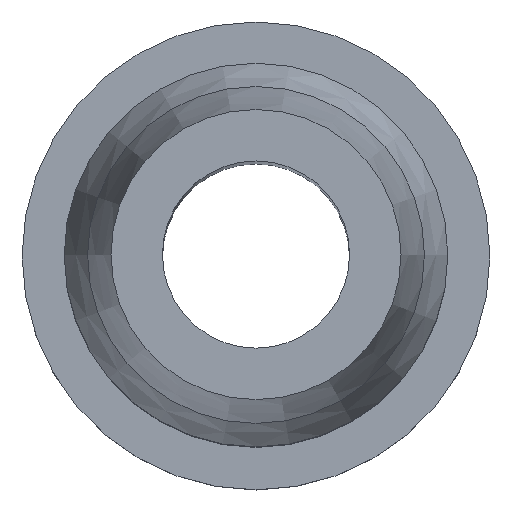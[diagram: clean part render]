
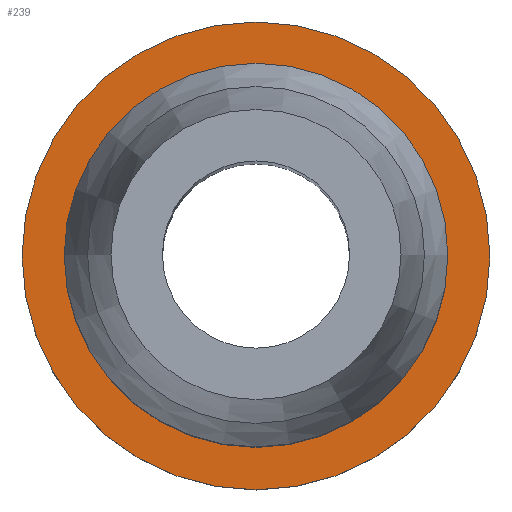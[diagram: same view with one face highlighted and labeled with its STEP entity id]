
A CAD part, top view. The second image highlights one B-rep face of the part: STEP entity #239.
In plain terms, the highlighted planar face has unit normal (0, 0, 1).
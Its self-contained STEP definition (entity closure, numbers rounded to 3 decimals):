
#27=PLANE('',#277);
#43=FACE_BOUND('',#100,.T.);
#64=FACE_OUTER_BOUND('',#99,.T.);
#99=EDGE_LOOP('',(#204));
#100=EDGE_LOOP('',(#205));
#127=CIRCLE('',#276,3.6);
#128=CIRCLE('',#278,5.);
#148=VERTEX_POINT('',#419);
#149=VERTEX_POINT('',#422);
#169=EDGE_CURVE('',#148,#148,#127,.T.);
#170=EDGE_CURVE('',#149,#149,#128,.T.);
#204=ORIENTED_EDGE('',*,*,#170,.F.);
#205=ORIENTED_EDGE('',*,*,#169,.T.);
#239=ADVANCED_FACE('',(#64,#43),#27,.T.);
#276=AXIS2_PLACEMENT_3D('',#420,#348,#349);
#277=AXIS2_PLACEMENT_3D('',#421,#350,#351);
#278=AXIS2_PLACEMENT_3D('',#423,#352,#353);
#348=DIRECTION('center_axis',(0.,0.,-1.));
#349=DIRECTION('ref_axis',(1.,0.,0.));
#350=DIRECTION('center_axis',(0.,0.,1.));
#351=DIRECTION('ref_axis',(1.,0.,0.));
#352=DIRECTION('center_axis',(0.,0.,-1.));
#353=DIRECTION('ref_axis',(1.,0.,0.));
#419=CARTESIAN_POINT('',(27.588,15.539,29.717));
#420=CARTESIAN_POINT('Origin',(23.988,15.539,29.717));
#421=CARTESIAN_POINT('Origin',(28.988,15.539,29.717));
#422=CARTESIAN_POINT('',(28.988,15.539,29.717));
#423=CARTESIAN_POINT('Origin',(23.988,15.539,29.717));
